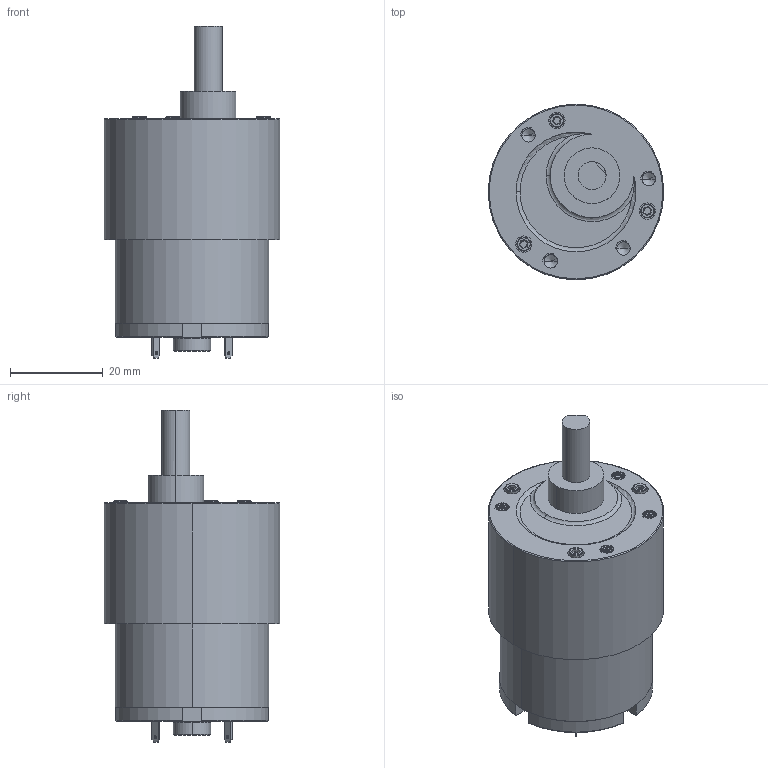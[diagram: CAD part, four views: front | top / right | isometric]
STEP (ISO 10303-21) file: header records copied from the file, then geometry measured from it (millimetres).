
FILE_DESCRIPTION (( 'STEP AP214' ), '1' );
FILE_NAME ('PM-33243000-100K STEP File.STEP', '2024-08-22T06:42:28', ( '' ), ( '' ), 'SwSTEP 2.0', 'SolidWorks 2020', '' );
FILE_SCHEMA (( 'AUTOMOTIVE_DESIGN' ));
Length unit declared in the file: millimetre
Products named in the file (4): M1.6 Screw; PM-33243000-100K Back; PM-33243000-100K STEP File; PM-33243000-100K Front
Assembly tree (5 placements, depth 2):
  PM-33243000-100K STEP File
    PM-33243000-100K Front
    M1.6 Screw  x3
    PM-33243000-100K Back
Bounding box: 37.8 x 37.8 x 71.49 mm (x, y, z)
Volume: 47718.8 mm3; surface area: 10537.4 mm2
Topology: 5 solids, 5 shells, 415 faces, 1052 edges, 665 vertices
Faces by surface type: cylinder 178, plane 162, torus 27, bspline 25, cone 23
Entity records: 18183 total; most frequent: CARTESIAN_POINT 8613, ORIENTED_EDGE 1588, DIRECTION 1333, EDGE_CURVE 794, VERTEX_POINT 513, AXIS2_PLACEMENT_3D 470, VECTOR 393, LINE 393
